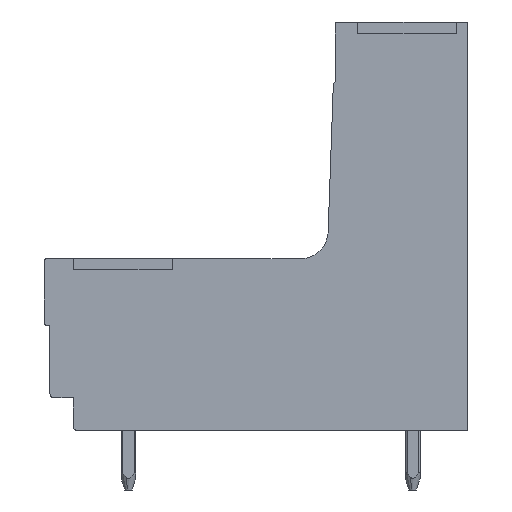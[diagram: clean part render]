
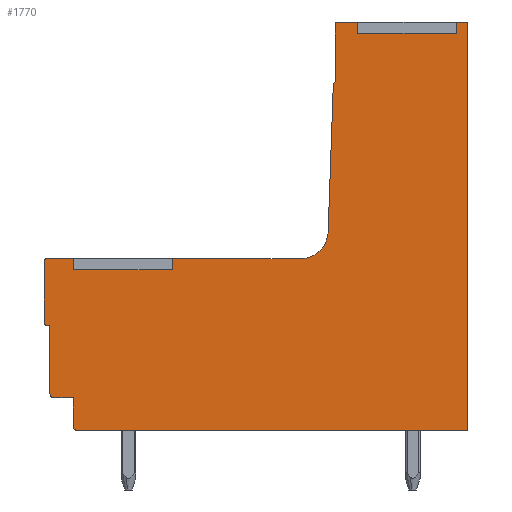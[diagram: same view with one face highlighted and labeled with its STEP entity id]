
A CAD part, left-side view. The second image highlights one B-rep face of the part: STEP entity #1770.
In plain terms, the highlighted planar face has unit normal (-1, 0, 0).
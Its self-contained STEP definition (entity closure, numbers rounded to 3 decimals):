
#1613=AXIS2_PLACEMENT_3D('Plane Axis2P3D',#1610,#1611,#1612) ;
#1624=AXIS2_PLACEMENT_3D('Circle Axis2P3D',#1622,#1623,$) ;
#1638=AXIS2_PLACEMENT_3D('Circle Axis2P3D',#1636,#1637,$) ;
#1652=AXIS2_PLACEMENT_3D('Circle Axis2P3D',#1650,#1651,$) ;
#1671=AXIS2_PLACEMENT_3D('Circle Axis2P3D',#1669,#1670,$) ;
#1685=AXIS2_PLACEMENT_3D('Circle Axis2P3D',#1683,#1684,$) ;
#1706=AXIS2_PLACEMENT_3D('Circle Axis2P3D',#1704,#1705,$) ;
#1727=AXIS2_PLACEMENT_3D('Circle Axis2P3D',#1725,#1726,$) ;
#36=CARTESIAN_POINT('Line Origine',(0.3,5.9,24.8)) ;
#40=CARTESIAN_POINT('Vertex',(0.3,5.9,25.1)) ;
#42=CARTESIAN_POINT('Vertex',(0.3,5.9,24.5)) ;
#76=CARTESIAN_POINT('Line Origine',(0.3,3.25,24.5)) ;
#80=CARTESIAN_POINT('Vertex',(0.3,0.6,24.5)) ;
#135=CARTESIAN_POINT('Vertex',(0.3,0.6,25.1)) ;
#155=CARTESIAN_POINT('Line Origine',(0.3,0.6,24.8)) ;
#172=CARTESIAN_POINT('Line Origine',(0.3,21.14,12.1)) ;
#176=CARTESIAN_POINT('Vertex',(0.3,21.14,12.4)) ;
#178=CARTESIAN_POINT('Vertex',(0.3,21.14,11.8)) ;
#212=CARTESIAN_POINT('Line Origine',(0.3,18.49,11.8)) ;
#216=CARTESIAN_POINT('Vertex',(0.3,15.84,11.8)) ;
#266=CARTESIAN_POINT('Vertex',(0.3,15.84,12.4)) ;
#286=CARTESIAN_POINT('Line Origine',(0.3,15.84,12.1)) ;
#356=CARTESIAN_POINT('Vertex',(0.3,0.,3.2)) ;
#359=CARTESIAN_POINT('Line Origine',(0.3,10.47,3.2)) ;
#363=CARTESIAN_POINT('Vertex',(0.3,20.94,3.2)) ;
#1610=CARTESIAN_POINT('Axis2P3D Location',(0.3,0.,0.)) ;
#1615=CARTESIAN_POINT('Line Origine',(0.3,6.45,25.1)) ;
#1619=CARTESIAN_POINT('Vertex',(0.3,7.,25.1)) ;
#1622=CARTESIAN_POINT('Axis2P3D Location',(0.3,7.,25.)) ;
#1626=CARTESIAN_POINT('Vertex',(0.3,7.1,25.)) ;
#1629=CARTESIAN_POINT('Line Origine',(0.3,7.1,23.45)) ;
#1633=CARTESIAN_POINT('Vertex',(0.3,7.1,21.9)) ;
#1636=CARTESIAN_POINT('Axis2P3D Location',(0.3,6.952,21.694)) ;
#1640=CARTESIAN_POINT('Vertex',(0.3,7.206,21.705)) ;
#1643=CARTESIAN_POINT('Line Origine',(0.3,7.343,17.776)) ;
#1647=CARTESIAN_POINT('Vertex',(0.3,7.48,13.848)) ;
#1650=CARTESIAN_POINT('Axis2P3D Location',(0.3,8.979,13.9)) ;
#1654=CARTESIAN_POINT('Vertex',(0.3,8.979,12.4)) ;
#1657=CARTESIAN_POINT('Line Origine',(0.3,12.41,12.4)) ;
#1662=CARTESIAN_POINT('Line Origine',(0.3,21.87,12.4)) ;
#1666=CARTESIAN_POINT('Vertex',(0.3,22.6,12.4)) ;
#1669=CARTESIAN_POINT('Axis2P3D Location',(0.3,22.6,12.3)) ;
#1673=CARTESIAN_POINT('Vertex',(0.3,22.7,12.3)) ;
#1676=CARTESIAN_POINT('Line Origine',(0.3,22.7,10.65)) ;
#1680=CARTESIAN_POINT('Vertex',(0.3,22.7,9.)) ;
#1683=CARTESIAN_POINT('Axis2P3D Location',(0.3,22.5,9.)) ;
#1687=CARTESIAN_POINT('Vertex',(0.3,22.5,8.8)) ;
#1690=CARTESIAN_POINT('Line Origine',(0.3,22.45,8.8)) ;
#1694=CARTESIAN_POINT('Vertex',(0.3,22.4,8.8)) ;
#1697=CARTESIAN_POINT('Line Origine',(0.3,22.4,6.975)) ;
#1701=CARTESIAN_POINT('Vertex',(0.3,22.4,5.15)) ;
#1704=CARTESIAN_POINT('Axis2P3D Location',(0.3,22.2,5.15)) ;
#1708=CARTESIAN_POINT('Vertex',(0.3,22.2,4.95)) ;
#1711=CARTESIAN_POINT('Line Origine',(0.3,21.67,4.95)) ;
#1715=CARTESIAN_POINT('Vertex',(0.3,21.14,4.95)) ;
#1718=CARTESIAN_POINT('Line Origine',(0.3,21.14,4.175)) ;
#1722=CARTESIAN_POINT('Vertex',(0.3,21.14,3.4)) ;
#1725=CARTESIAN_POINT('Axis2P3D Location',(0.3,20.94,3.4)) ;
#1730=CARTESIAN_POINT('Line Origine',(0.3,0.,14.15)) ;
#1734=CARTESIAN_POINT('Vertex',(0.3,0.,25.1)) ;
#1737=CARTESIAN_POINT('Line Origine',(0.3,0.3,25.1)) ;
#37=DIRECTION('Vector Direction',(0.,0.,1.)) ;
#77=DIRECTION('Vector Direction',(0.,1.,0.)) ;
#156=DIRECTION('Vector Direction',(0.,0.,-1.)) ;
#173=DIRECTION('Vector Direction',(0.,0.,1.)) ;
#213=DIRECTION('Vector Direction',(0.,1.,0.)) ;
#287=DIRECTION('Vector Direction',(0.,0.,-1.)) ;
#360=DIRECTION('Vector Direction',(0.,1.,0.)) ;
#1611=DIRECTION('Axis2P3D Direction',(-1.,0.,0.)) ;
#1612=DIRECTION('Axis2P3D XDirection',(0.,0.,1.)) ;
#1616=DIRECTION('Vector Direction',(0.,-1.,0.)) ;
#1623=DIRECTION('Axis2P3D Direction',(-1.,0.,0.)) ;
#1630=DIRECTION('Vector Direction',(0.,0.,1.)) ;
#1637=DIRECTION('Axis2P3D Direction',(-1.,0.,0.)) ;
#1644=DIRECTION('Vector Direction',(0.,-0.035,0.999)) ;
#1651=DIRECTION('Axis2P3D Direction',(-1.,0.,0.)) ;
#1658=DIRECTION('Vector Direction',(0.,-1.,0.)) ;
#1663=DIRECTION('Vector Direction',(0.,-1.,0.)) ;
#1670=DIRECTION('Axis2P3D Direction',(-1.,0.,0.)) ;
#1677=DIRECTION('Vector Direction',(0.,0.,1.)) ;
#1684=DIRECTION('Axis2P3D Direction',(-1.,0.,0.)) ;
#1691=DIRECTION('Vector Direction',(0.,1.,0.)) ;
#1698=DIRECTION('Vector Direction',(0.,0.,1.)) ;
#1705=DIRECTION('Axis2P3D Direction',(-1.,0.,0.)) ;
#1712=DIRECTION('Vector Direction',(0.,1.,0.)) ;
#1719=DIRECTION('Vector Direction',(0.,0.,1.)) ;
#1726=DIRECTION('Axis2P3D Direction',(-1.,0.,0.)) ;
#1731=DIRECTION('Vector Direction',(0.,0.,-1.)) ;
#1738=DIRECTION('Vector Direction',(0.,-1.,0.)) ;
#38=VECTOR('Line Direction',#37,1.) ;
#78=VECTOR('Line Direction',#77,1.) ;
#157=VECTOR('Line Direction',#156,1.) ;
#174=VECTOR('Line Direction',#173,1.) ;
#214=VECTOR('Line Direction',#213,1.) ;
#288=VECTOR('Line Direction',#287,1.) ;
#361=VECTOR('Line Direction',#360,1.) ;
#1617=VECTOR('Line Direction',#1616,1.) ;
#1631=VECTOR('Line Direction',#1630,1.) ;
#1645=VECTOR('Line Direction',#1644,1.) ;
#1659=VECTOR('Line Direction',#1658,1.) ;
#1664=VECTOR('Line Direction',#1663,1.) ;
#1678=VECTOR('Line Direction',#1677,1.) ;
#1692=VECTOR('Line Direction',#1691,1.) ;
#1699=VECTOR('Line Direction',#1698,1.) ;
#1713=VECTOR('Line Direction',#1712,1.) ;
#1720=VECTOR('Line Direction',#1719,1.) ;
#1732=VECTOR('Line Direction',#1731,1.) ;
#1739=VECTOR('Line Direction',#1738,1.) ;
#1743=ORIENTED_EDGE('',*,*,#1621,.T.) ;
#1744=ORIENTED_EDGE('',*,*,#1628,.T.) ;
#1745=ORIENTED_EDGE('',*,*,#1635,.T.) ;
#1746=ORIENTED_EDGE('',*,*,#1642,.T.) ;
#1747=ORIENTED_EDGE('',*,*,#1649,.T.) ;
#1748=ORIENTED_EDGE('',*,*,#1656,.T.) ;
#1749=ORIENTED_EDGE('',*,*,#1661,.T.) ;
#1750=ORIENTED_EDGE('',*,*,#290,.F.) ;
#1751=ORIENTED_EDGE('',*,*,#218,.F.) ;
#1752=ORIENTED_EDGE('',*,*,#180,.F.) ;
#1753=ORIENTED_EDGE('',*,*,#1668,.T.) ;
#1754=ORIENTED_EDGE('',*,*,#1675,.T.) ;
#1755=ORIENTED_EDGE('',*,*,#1682,.T.) ;
#1756=ORIENTED_EDGE('',*,*,#1689,.T.) ;
#1757=ORIENTED_EDGE('',*,*,#1696,.T.) ;
#1758=ORIENTED_EDGE('',*,*,#1703,.T.) ;
#1759=ORIENTED_EDGE('',*,*,#1710,.T.) ;
#1760=ORIENTED_EDGE('',*,*,#1717,.T.) ;
#1761=ORIENTED_EDGE('',*,*,#1724,.T.) ;
#1762=ORIENTED_EDGE('',*,*,#1729,.T.) ;
#1763=ORIENTED_EDGE('',*,*,#365,.T.) ;
#1764=ORIENTED_EDGE('',*,*,#1736,.T.) ;
#1765=ORIENTED_EDGE('',*,*,#1741,.T.) ;
#1766=ORIENTED_EDGE('',*,*,#159,.F.) ;
#1767=ORIENTED_EDGE('',*,*,#82,.F.) ;
#1768=ORIENTED_EDGE('',*,*,#44,.F.) ;
#1770=ADVANCED_FACE('HOUSING',(#1769),#1614,.T.) ;
#1625=CIRCLE('generated circle',#1624,0.1) ;
#1639=CIRCLE('generated circle',#1638,0.253) ;
#1653=CIRCLE('generated circle',#1652,1.5) ;
#1672=CIRCLE('generated circle',#1671,0.1) ;
#1686=CIRCLE('generated circle',#1685,0.2) ;
#1707=CIRCLE('generated circle',#1706,0.2) ;
#1728=CIRCLE('generated circle',#1727,0.2) ;
#44=EDGE_CURVE('',#41,#43,#39,.F.) ;
#82=EDGE_CURVE('',#43,#81,#79,.F.) ;
#159=EDGE_CURVE('',#81,#136,#158,.F.) ;
#180=EDGE_CURVE('',#177,#179,#175,.F.) ;
#218=EDGE_CURVE('',#179,#217,#215,.F.) ;
#290=EDGE_CURVE('',#217,#267,#289,.F.) ;
#365=EDGE_CURVE('',#364,#357,#362,.F.) ;
#1621=EDGE_CURVE('',#41,#1620,#1618,.F.) ;
#1628=EDGE_CURVE('',#1620,#1627,#1625,.T.) ;
#1635=EDGE_CURVE('',#1627,#1634,#1632,.F.) ;
#1642=EDGE_CURVE('',#1634,#1641,#1639,.T.) ;
#1649=EDGE_CURVE('',#1641,#1648,#1646,.F.) ;
#1656=EDGE_CURVE('',#1648,#1655,#1653,.F.) ;
#1661=EDGE_CURVE('',#1655,#267,#1660,.F.) ;
#1668=EDGE_CURVE('',#177,#1667,#1665,.F.) ;
#1675=EDGE_CURVE('',#1667,#1674,#1672,.T.) ;
#1682=EDGE_CURVE('',#1674,#1681,#1679,.F.) ;
#1689=EDGE_CURVE('',#1681,#1688,#1686,.T.) ;
#1696=EDGE_CURVE('',#1688,#1695,#1693,.F.) ;
#1703=EDGE_CURVE('',#1695,#1702,#1700,.F.) ;
#1710=EDGE_CURVE('',#1702,#1709,#1707,.T.) ;
#1717=EDGE_CURVE('',#1709,#1716,#1714,.F.) ;
#1724=EDGE_CURVE('',#1716,#1723,#1721,.F.) ;
#1729=EDGE_CURVE('',#1723,#364,#1728,.T.) ;
#1736=EDGE_CURVE('',#357,#1735,#1733,.F.) ;
#1741=EDGE_CURVE('',#1735,#136,#1740,.F.) ;
#1742=EDGE_LOOP('',(#1743,#1744,#1745,#1746,#1747,#1748,#1749,#1750,#1751,#1752,#1753,#1754,#1755,#1756,#1757,#1758,#1759,#1760,#1761,#1762,#1763,#1764,#1765,#1766,#1767,#1768)) ;
#1769=FACE_OUTER_BOUND('',#1742,.T.) ;
#39=LINE('Line',#36,#38) ;
#79=LINE('Line',#76,#78) ;
#158=LINE('Line',#155,#157) ;
#175=LINE('Line',#172,#174) ;
#215=LINE('Line',#212,#214) ;
#289=LINE('Line',#286,#288) ;
#362=LINE('Line',#359,#361) ;
#1618=LINE('Line',#1615,#1617) ;
#1632=LINE('Line',#1629,#1631) ;
#1646=LINE('Line',#1643,#1645) ;
#1660=LINE('Line',#1657,#1659) ;
#1665=LINE('Line',#1662,#1664) ;
#1679=LINE('Line',#1676,#1678) ;
#1693=LINE('Line',#1690,#1692) ;
#1700=LINE('Line',#1697,#1699) ;
#1714=LINE('Line',#1711,#1713) ;
#1721=LINE('Line',#1718,#1720) ;
#1733=LINE('Line',#1730,#1732) ;
#1740=LINE('Line',#1737,#1739) ;
#1614=PLANE('',#1613) ;
#41=VERTEX_POINT('',#40) ;
#43=VERTEX_POINT('',#42) ;
#81=VERTEX_POINT('',#80) ;
#136=VERTEX_POINT('',#135) ;
#177=VERTEX_POINT('',#176) ;
#179=VERTEX_POINT('',#178) ;
#217=VERTEX_POINT('',#216) ;
#267=VERTEX_POINT('',#266) ;
#357=VERTEX_POINT('',#356) ;
#364=VERTEX_POINT('',#363) ;
#1620=VERTEX_POINT('',#1619) ;
#1627=VERTEX_POINT('',#1626) ;
#1634=VERTEX_POINT('',#1633) ;
#1641=VERTEX_POINT('',#1640) ;
#1648=VERTEX_POINT('',#1647) ;
#1655=VERTEX_POINT('',#1654) ;
#1667=VERTEX_POINT('',#1666) ;
#1674=VERTEX_POINT('',#1673) ;
#1681=VERTEX_POINT('',#1680) ;
#1688=VERTEX_POINT('',#1687) ;
#1695=VERTEX_POINT('',#1694) ;
#1702=VERTEX_POINT('',#1701) ;
#1709=VERTEX_POINT('',#1708) ;
#1716=VERTEX_POINT('',#1715) ;
#1723=VERTEX_POINT('',#1722) ;
#1735=VERTEX_POINT('',#1734) ;
